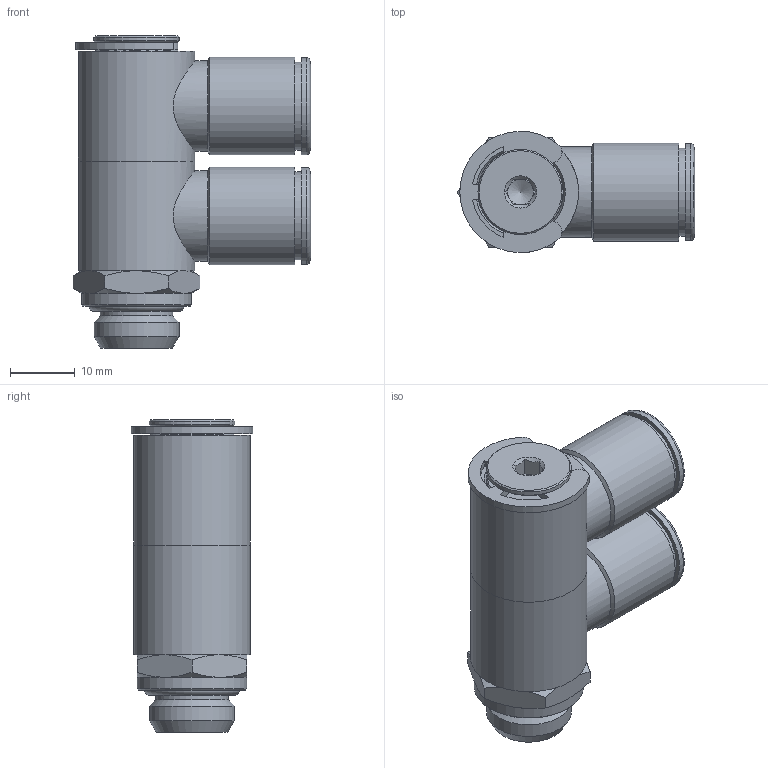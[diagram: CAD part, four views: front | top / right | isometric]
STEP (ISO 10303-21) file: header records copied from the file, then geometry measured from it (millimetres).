
FILE_DESCRIPTION(/* description */ (''),/* implementation_level */ '2;1');
FILE_NAME(/* name */ 'iqslv2_1410_ig_msv.stp',/* time_stamp */ '2017-11-13T15:03:39+01:00',/* author */ ('Hamoud'),/* organization */ (''),/* preprocessor_version */ 'ST-DEVELOPER v15.6',/* originating_system */ 'Autodesk Inventor LT ',/* authorisation */ '');
FILE_SCHEMA (('AUTOMOTIVE_DESIGN { 1 0 10303 214 3 1 1 }'));
Length unit declared in the file: millimetre
Products named in the file (1): iqslv2_1410_ig_msv
Bounding box: 36.81 x 18.79 x 48.4 mm (x, y, z)
Volume: 11661.8 mm3; surface area: 12523.7 mm2
Topology: 7 solids, 7 shells, 137 faces, 303 edges, 185 vertices
Faces by surface type: plane 47, cone 45, cylinder 40, torus 5
Full cylindrical faces by diameter (mm): 4 x1, 7.8 x1, 9 x3, 10.2 x4, 11.2 x1, 12.3 x2, 13 x2, 13.157 x1, 13.2 x2, 13.3 x2, 13.6 x2, 13.7 x2, 14 x2, 15 x2, 15.1 x2, 17 x1, 18 x2
Entity records: 5936 total; most frequent: CARTESIAN_POINT 3311, DIRECTION 568, ORIENTED_EDGE 410, AXIS2_PLACEMENT_3D 259, EDGE_LOOP 229, EDGE_CURVE 205, VERTEX_POINT 160, FACE_OUTER_BOUND 137
